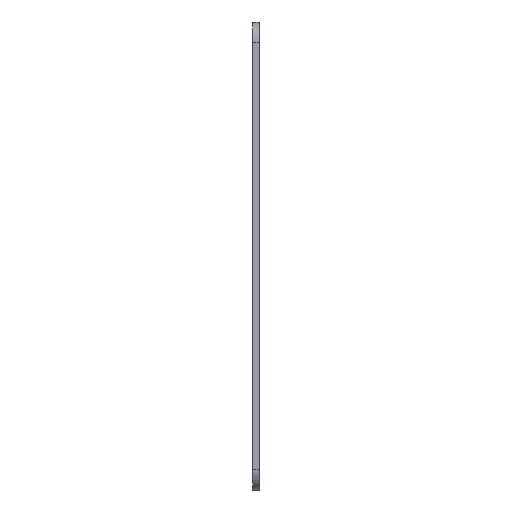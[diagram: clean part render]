
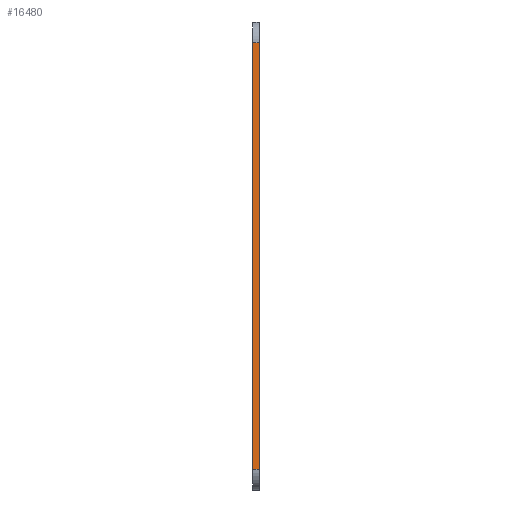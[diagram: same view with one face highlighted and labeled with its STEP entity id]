
A CAD part, left-side view. The second image highlights one B-rep face of the part: STEP entity #16480.
In plain terms, the highlighted planar face has unit normal (-1, 0, 0).
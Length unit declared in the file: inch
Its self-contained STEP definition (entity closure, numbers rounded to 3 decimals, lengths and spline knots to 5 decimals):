
#931 = DIRECTION ( 'NONE',  ( 0., 1., 0. ) ) ;
#1307 = CARTESIAN_POINT ( 'NONE',  ( 0., -0.0625, -0.1875 ) ) ;
#1355 = DIRECTION ( 'NONE',  ( 0., -1., 0. ) ) ;
#1420 = EDGE_CURVE ( 'NONE', #26135, #3783, #22078, .T. ) ;
#2121 = LINE ( 'NONE', #21358, #20000 ) ;
#2188 = CARTESIAN_POINT ( 'NONE',  ( 0., 0., 0. ) ) ;
#3722 = CARTESIAN_POINT ( 'NONE',  ( 0., 0., -0.1875 ) ) ;
#3783 = VERTEX_POINT ( 'NONE', #3722 ) ;
#4124 = AXIS2_PLACEMENT_3D ( 'NONE', #8587, #24083, #10839 ) ;
#4153 = EDGE_CURVE ( 'NONE', #27926, #15133, #8308, .T. ) ;
#5494 = ORIENTED_EDGE ( 'NONE', *, *, #1420, .T. ) ;
#6208 = PLANE ( 'NONE',  #4124 ) ;
#6594 = CARTESIAN_POINT ( 'NONE',  ( 0., -0.0625, -0.1875 ) ) ;
#8308 = LINE ( 'NONE', #14873, #9018 ) ;
#8587 = CARTESIAN_POINT ( 'NONE',  ( 0., -0.0625, 0. ) ) ;
#9018 = VECTOR ( 'NONE', #1355, 39.37008 ) ;
#9044 = ORIENTED_EDGE ( 'NONE', *, *, #26209, .F. ) ;
#10320 = VECTOR ( 'NONE', #931, 39.37008 ) ;
#10337 = DIRECTION ( 'NONE',  ( 0., 0., 1. ) ) ;
#10839 = DIRECTION ( 'NONE',  ( 0., 0., 1. ) ) ;
#13939 = CARTESIAN_POINT ( 'NONE',  ( 0., 0., -4.01776 ) ) ;
#14873 = CARTESIAN_POINT ( 'NONE',  ( 0., -0.0625, -4.01776 ) ) ;
#15133 = VERTEX_POINT ( 'NONE', #29080 ) ;
#15312 = ORIENTED_EDGE ( 'NONE', *, *, #26929, .T. ) ;
#16351 = ORIENTED_EDGE ( 'NONE', *, *, #4153, .T. ) ;
#16480 = ADVANCED_FACE ( 'NONE', ( #25633 ), #6208, .T. ) ;
#20000 = VECTOR ( 'NONE', #10337, 39.37008 ) ;
#21358 = CARTESIAN_POINT ( 'NONE',  ( 0., -0.0625, 0. ) ) ;
#22078 = LINE ( 'NONE', #1307, #10320 ) ;
#22923 = LINE ( 'NONE', #2188, #26090 ) ;
#24083 = DIRECTION ( 'NONE',  ( -1., 0., 0. ) ) ;
#25633 = FACE_OUTER_BOUND ( 'NONE', #28396, .T. ) ;
#26090 = VECTOR ( 'NONE', #26838, 39.37008 ) ;
#26135 = VERTEX_POINT ( 'NONE', #6594 ) ;
#26209 = EDGE_CURVE ( 'NONE', #27926, #3783, #22923, .T. ) ;
#26838 = DIRECTION ( 'NONE',  ( 0., 0., 1. ) ) ;
#26929 = EDGE_CURVE ( 'NONE', #15133, #26135, #2121, .T. ) ;
#27926 = VERTEX_POINT ( 'NONE', #13939 ) ;
#28396 = EDGE_LOOP ( 'NONE', ( #15312, #5494, #9044, #16351 ) ) ;
#29080 = CARTESIAN_POINT ( 'NONE',  ( 0., -0.0625, -4.01776 ) ) ;
